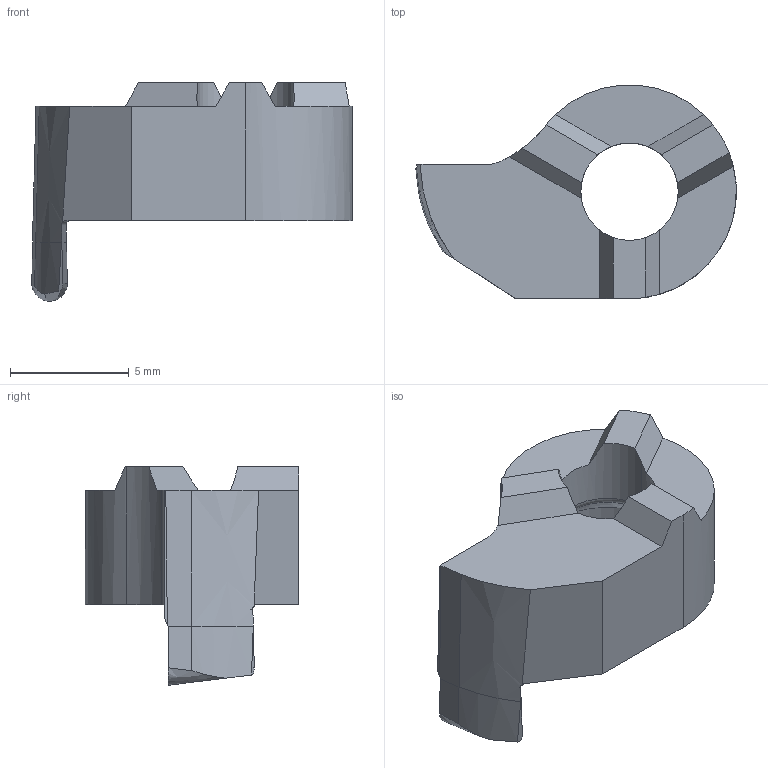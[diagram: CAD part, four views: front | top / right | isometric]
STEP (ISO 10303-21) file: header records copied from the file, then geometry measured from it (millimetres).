
FILE_DESCRIPTION(/* description */ (''),/* implementation_level */ '2;1');
FILE_NAME(/* name */ '1574913679168.stp',/* time_stamp */ '2019-11-28T09:31:32+05:00',/* author */ (''),/* organization */ ('SMS'),/* preprocessor_version */ 'ST-DEVELOPER v16.7',/* originating_system */ 'SIEMENS PLM Software NX 12.0',/* authorisation */ '');
FILE_SCHEMA (('AUTOMOTIVE_DESIGN { 1 0 10303 214 3 1 1 1 }'));
Length unit declared in the file: millimetre
Products named in the file (1): 202728241mod000_00
Bounding box: 13.49 x 8.99 x 9.2 mm (x, y, z)
Volume: 342.8 mm3; surface area: 443.8 mm2
Topology: 2 solids, 2 shells, 45 faces, 120 edges, 81 vertices
Faces by surface type: plane 28, cylinder 9, cone 6, torus 2
Entity records: 1505 total; most frequent: CARTESIAN_POINT 366, ORIENTED_EDGE 238, DIRECTION 217, EDGE_CURVE 119, AXIS2_PLACEMENT_3D 80, VERTEX_POINT 77, LINE 57, VECTOR 57
